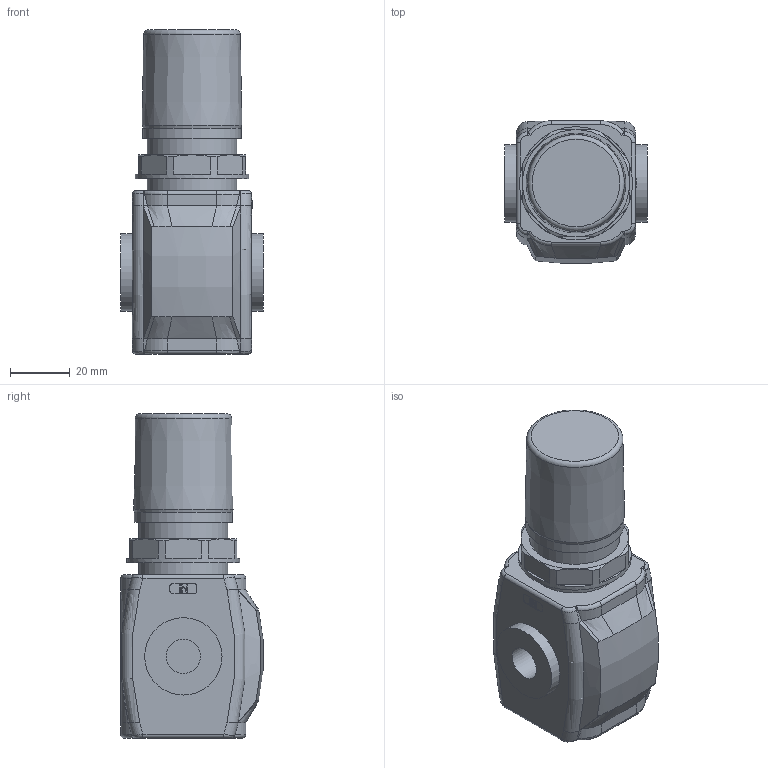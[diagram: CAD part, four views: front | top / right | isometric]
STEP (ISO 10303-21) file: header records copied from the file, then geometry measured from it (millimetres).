
FILE_DESCRIPTION((''),'2;1');
FILE_NAME('#171BM##.stp','2010-09-11T09:41:24',('valotma1'),(''),'Autodesk Inventor 2010','Autodesk Inventor 2010','');
FILE_SCHEMA(('AUTOMOTIVE_DESIGN { 1 0 10303 214 1 1 1 1 }'));
Length unit declared in the file: millimetre
Products named in the file (3): #171BM##; 1701-012G
Assembly tree (2 placements, depth 2):
  #171BM##
    #171BM##
    1701-012G
Bounding box: 48 x 47.82 x 109 mm (x, y, z)
Volume: 144416.8 mm3; surface area: 25387 mm2
Topology: 5 solids, 5 shells, 327 faces, 771 edges, 489 vertices
Faces by surface type: plane 142, bspline 78, cylinder 75, torus 21, cone 11
Full cylindrical faces by diameter (mm): 8.566 x1, 11.445 x1, 26 x1, 28.5 x1, 30 x1, 31 x1, 33 x1, 38 x1
Entity records: 10506 total; most frequent: CARTESIAN_POINT 3194, ORIENTED_EDGE 1508, DIRECTION 1364, EDGE_CURVE 754, VERTEX_POINT 488, AXIS2_PLACEMENT_3D 477, VECTOR 410, LINE 410
